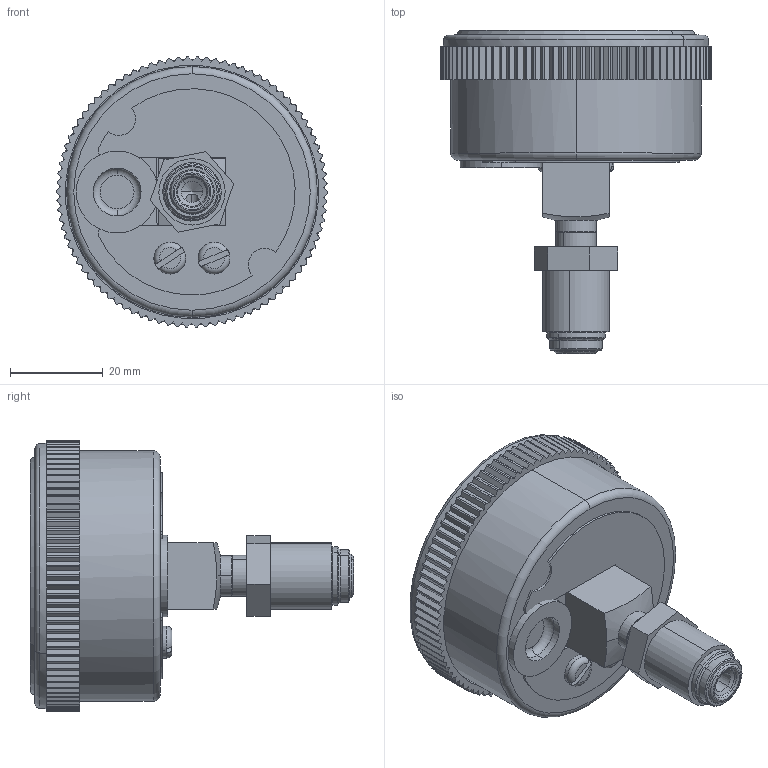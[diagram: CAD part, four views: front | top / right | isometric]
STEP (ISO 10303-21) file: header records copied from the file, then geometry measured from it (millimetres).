
FILE_DESCRIPTION (( 'STEP AP203' ), '1' );
FILE_NAME ('C122-VSM.STEP', '2019-06-10T18:07:48', ( '' ), ( '' ), 'SwSTEP 2.0', 'SolidWorks 2019', '' );
FILE_SCHEMA (( 'CONFIG_CONTROL_DESIGN' ));
Length unit declared in the file: inch
Products named in the file (1): C122-VSM
Bounding box: 58.29 x 69.6 x 58.27 mm (x, y, z)
Volume: 23865.8 mm3; surface area: 30401.6 mm2
Topology: 9 solids, 9 shells, 678 faces, 1718 edges, 1069 vertices
Faces by surface type: plane 438, cylinder 181, cone 38, torus 12, bspline 9
Entity records: 21178 total; most frequent: CARTESIAN_POINT 4436, DIRECTION 3615, ORIENTED_EDGE 3432, EDGE_CURVE 1716, AXIS2_PLACEMENT_3D 1278, VERTEX_POINT 1069, VECTOR 1059, LINE 1059
